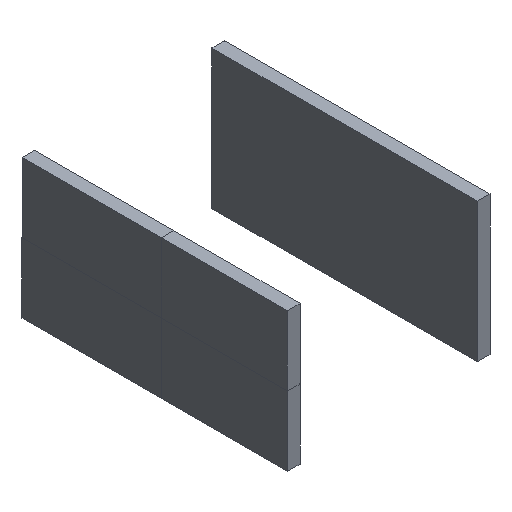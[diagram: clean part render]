
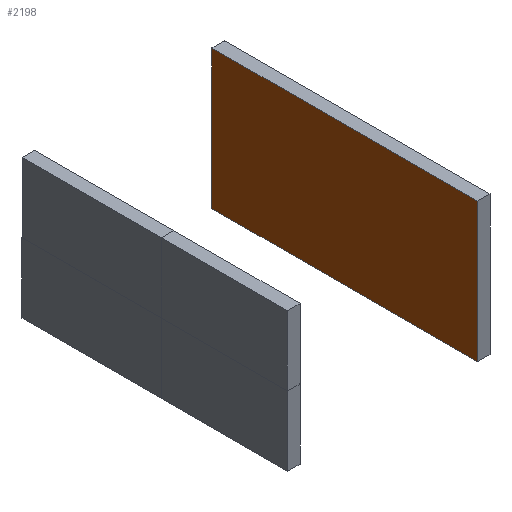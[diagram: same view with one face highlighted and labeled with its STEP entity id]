
A CAD part, isometric view. The second image highlights one B-rep face of the part: STEP entity #2198.
In plain terms, the highlighted planar face has unit normal (-1, 0, 0).
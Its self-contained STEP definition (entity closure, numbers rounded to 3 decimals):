
#2096=CARTESIAN_POINT('',(1730.,-238.,130.));
#2097=VERTEX_POINT('',#2096);
#2098=CARTESIAN_POINT('',(1730.,-238.,86.));
#2099=VERTEX_POINT('',#2098);
#2100=CARTESIAN_POINT('',(1730.,-238.,130.));
#2101=DIRECTION('',(0.,0.,-1.));
#2102=VECTOR('',#2101,44.);
#2103=LINE('',#2100,#2102);
#2104=EDGE_CURVE('',#2097,#2099,#2103,.T.);
#2127=CARTESIAN_POINT('',(1730.,-322.,130.));
#2128=VERTEX_POINT('',#2127);
#2129=CARTESIAN_POINT('',(1730.,-322.,130.));
#2130=DIRECTION('',(0.,1.,0.));
#2131=VECTOR('',#2130,84.);
#2132=LINE('',#2129,#2131);
#2133=EDGE_CURVE('',#2128,#2097,#2132,.T.);
#2151=CARTESIAN_POINT('',(1730.,-322.,86.));
#2152=VERTEX_POINT('',#2151);
#2153=CARTESIAN_POINT('',(1730.,-322.,86.));
#2154=DIRECTION('',(0.,0.,1.));
#2155=VECTOR('',#2154,44.);
#2156=LINE('',#2153,#2155);
#2157=EDGE_CURVE('',#2152,#2128,#2156,.T.);
#2175=CARTESIAN_POINT('',(1730.,-238.,86.));
#2176=DIRECTION('',(0.,-1.,0.));
#2177=VECTOR('',#2176,84.);
#2178=LINE('',#2175,#2177);
#2179=EDGE_CURVE('',#2099,#2152,#2178,.T.);
#2187=CARTESIAN_POINT('',(1730.,0.,0.));
#2188=DIRECTION('',(1.,0.,0.));
#2189=DIRECTION('',(0.,1.,0.));
#2190=AXIS2_PLACEMENT_3D('',#2187,#2188,#2189);
#2191=PLANE('',#2190);
#2192=ORIENTED_EDGE('',*,*,#2104,.T.);
#2193=ORIENTED_EDGE('',*,*,#2179,.T.);
#2194=ORIENTED_EDGE('',*,*,#2157,.T.);
#2195=ORIENTED_EDGE('',*,*,#2133,.T.);
#2196=EDGE_LOOP('',(#2192,#2193,#2194,#2195));
#2197=FACE_BOUND('',#2196,.T.);
#2198=ADVANCED_FACE('',(#2197),#2191,.F.);
